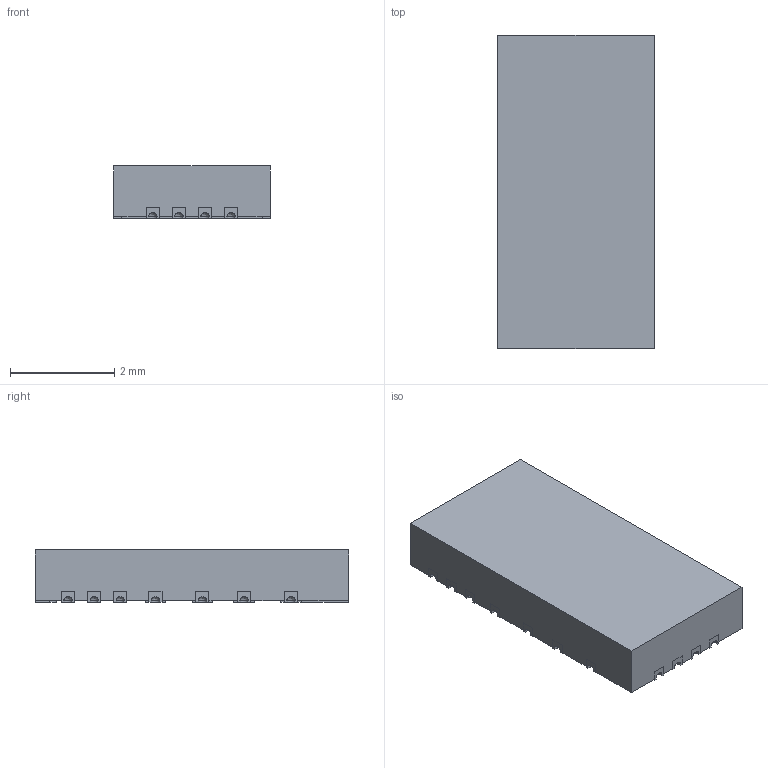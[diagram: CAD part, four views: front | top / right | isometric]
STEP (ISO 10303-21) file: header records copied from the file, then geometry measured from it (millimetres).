
FILE_DESCRIPTION((''),'2;1');
FILE_NAME('RYJ0016A_ASM','2020-11-05T08:18:55',('a0412086'),(''),'CREO PARAMETRIC BY PTC INC, 2018500','CREO PARAMETRIC BY PTC INC, 2018500','');
FILE_SCHEMA(('CONFIG_CONTROL_DESIGN','SHAPE_APPEARANCE_LAYERS_GROUPS'));
Length unit declared in the file: millimetre
Products named in the file (3): FRAME; MOLD; RYJ0016A_ASM
Assembly tree (2 placements, depth 2):
  RYJ0016A_ASM
    FRAME
    MOLD
Bounding box: 3 x 6 x 1 mm (x, y, z)
Volume: 17.7 mm3; surface area: 82 mm2
Topology: 17 solids, 17 shells, 418 faces, 1108 edges, 724 vertices
Faces by surface type: plane 312, cylinder 84, bspline 22
Entity records: 17007 total; most frequent: CARTESIAN_POINT 2849, ORIENTED_EDGE 2216, DIRECTION 2100, PRESENTATION_STYLE_ASSIGNMENT 1147, STYLED_ITEM 1125, CURVE_STYLE 1108, EDGE_CURVE 1108, VECTOR 918
